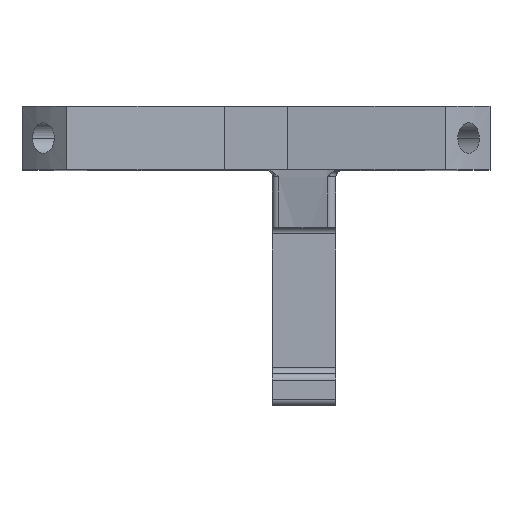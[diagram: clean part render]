
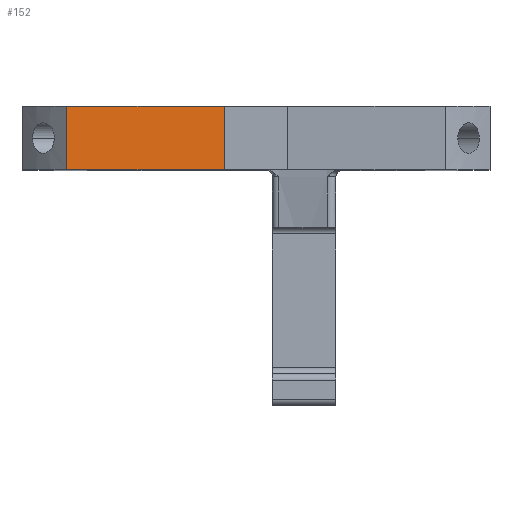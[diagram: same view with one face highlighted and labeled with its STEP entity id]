
A CAD part, top view. The second image highlights one B-rep face of the part: STEP entity #152.
In plain terms, the highlighted planar face has unit normal (0.097, 0, 0.995).
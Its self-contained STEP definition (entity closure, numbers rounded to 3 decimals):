
#29 = LINE ( 'NONE', #2539, #1138 ) ;
#42 = ORIENTED_EDGE ( 'NONE', *, *, #1581, .T. ) ;
#73 = CARTESIAN_POINT ( 'NONE',  ( -29.871, 10., 36.932 ) ) ;
#115 = VECTOR ( 'NONE', #1805, 1000. ) ;
#152 = ADVANCED_FACE ( 'NONE', ( #506 ), #454, .F. ) ;
#189 = VERTEX_POINT ( 'NONE', #320 ) ;
#320 = CARTESIAN_POINT ( 'NONE',  ( -5., 0., 34.5 ) ) ;
#341 = EDGE_CURVE ( 'NONE', #1263, #1677, #2059, .T. ) ;
#376 = VERTEX_POINT ( 'NONE', #1605 ) ;
#449 = CARTESIAN_POINT ( 'NONE',  ( -29.871, 0., 36.932 ) ) ;
#454 = PLANE ( 'NONE',  #731 ) ;
#506 = FACE_OUTER_BOUND ( 'NONE', #2505, .T. ) ;
#528 = ORIENTED_EDGE ( 'NONE', *, *, #341, .F. ) ;
#553 = EDGE_CURVE ( 'NONE', #376, #189, #593, .T. ) ;
#586 = DIRECTION ( 'NONE',  ( 0., -1., 0. ) ) ;
#593 = LINE ( 'NONE', #449, #2361 ) ;
#643 = DIRECTION ( 'NONE',  ( 0., -1., 0. ) ) ;
#731 = AXIS2_PLACEMENT_3D ( 'NONE', #73, #2348, #1758 ) ;
#839 = CARTESIAN_POINT ( 'NONE',  ( -5., 10., 34.5 ) ) ;
#1045 = VECTOR ( 'NONE', #586, 1000. ) ;
#1138 = VECTOR ( 'NONE', #643, 1000. ) ;
#1263 = VERTEX_POINT ( 'NONE', #1952 ) ;
#1392 = ORIENTED_EDGE ( 'NONE', *, *, #553, .T. ) ;
#1430 = CARTESIAN_POINT ( 'NONE',  ( -29.871, 10., 36.932 ) ) ;
#1581 = EDGE_CURVE ( 'NONE', #1263, #376, #2258, .T. ) ;
#1605 = CARTESIAN_POINT ( 'NONE',  ( -29.871, 0., 36.932 ) ) ;
#1673 = ORIENTED_EDGE ( 'NONE', *, *, #1854, .F. ) ;
#1677 = VERTEX_POINT ( 'NONE', #839 ) ;
#1758 = DIRECTION ( 'NONE',  ( -0.995, 0., 0.097 ) ) ;
#1805 = DIRECTION ( 'NONE',  ( 0.995, 0., -0.097 ) ) ;
#1854 = EDGE_CURVE ( 'NONE', #1677, #189, #29, .T. ) ;
#1952 = CARTESIAN_POINT ( 'NONE',  ( -29.871, 10., 36.932 ) ) ;
#2059 = LINE ( 'NONE', #2255, #115 ) ;
#2124 = DIRECTION ( 'NONE',  ( 0.995, 0., -0.097 ) ) ;
#2255 = CARTESIAN_POINT ( 'NONE',  ( -29.871, 10., 36.932 ) ) ;
#2258 = LINE ( 'NONE', #1430, #1045 ) ;
#2348 = DIRECTION ( 'NONE',  ( -0.097, 0., -0.995 ) ) ;
#2361 = VECTOR ( 'NONE', #2124, 1000. ) ;
#2505 = EDGE_LOOP ( 'NONE', ( #1392, #1673, #528, #42 ) ) ;
#2539 = CARTESIAN_POINT ( 'NONE',  ( -5., 10., 34.5 ) ) ;
